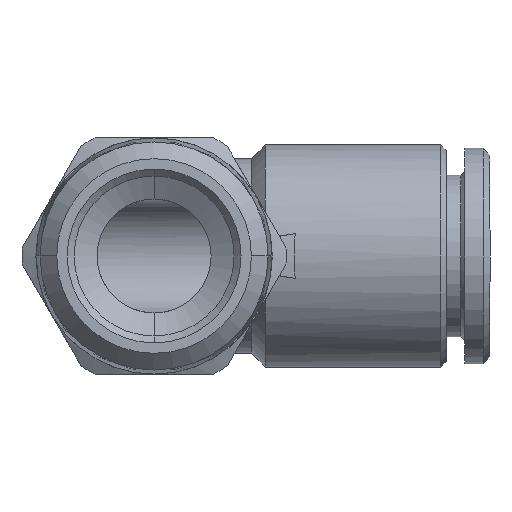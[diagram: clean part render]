
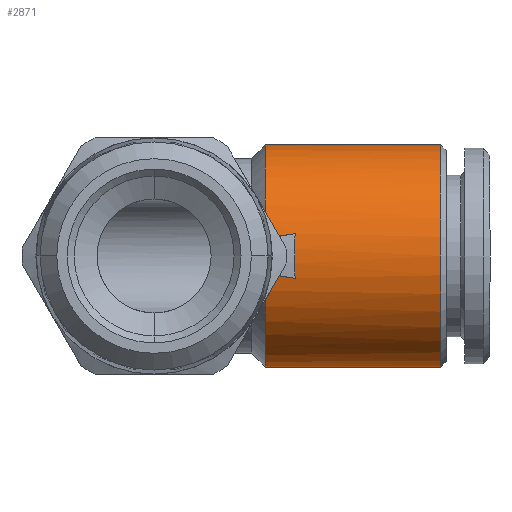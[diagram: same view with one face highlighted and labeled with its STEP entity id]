
A CAD part, front view. The second image highlights one B-rep face of the part: STEP entity #2871.
In plain terms, the highlighted cylindrical face has radius 8 mm (diameter 16 mm), a partial arc.
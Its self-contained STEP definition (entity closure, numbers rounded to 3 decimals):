
#392 = VECTOR ( 'NONE', #395, 1000. ) ;
#393 = CARTESIAN_POINT ( 'NONE',  ( -5.233, 0., -8. ) ) ;
#394 = LINE ( 'NONE', #393, #392 ) ;
#395 = DIRECTION ( 'NONE',  ( -1., 0., 0. ) ) ;
#825 = B_SPLINE_CURVE_WITH_KNOTS ( 'NONE', 3,
 ( #853, #852, #851, #844, #843, #842 ),
 .UNSPECIFIED., .F., .F.,
 ( 4, 2, 4 ),
 ( 0., 0.002, 0.004 ),
 .UNSPECIFIED. ) ;
#833 = CARTESIAN_POINT ( 'NONE',  ( 10.136, -7.837, -1.605 ) ) ;
#842 = CARTESIAN_POINT ( 'NONE',  ( 10.136, -7.837, 1.605 ) ) ;
#843 = CARTESIAN_POINT ( 'NONE',  ( 10.11, -7.946, 1.075 ) ) ;
#844 = CARTESIAN_POINT ( 'NONE',  ( 10.1, -8., 0.531 ) ) ;
#851 = CARTESIAN_POINT ( 'NONE',  ( 10.1, -8., -0.544 ) ) ;
#852 = CARTESIAN_POINT ( 'NONE',  ( 10.111, -7.945, -1.077 ) ) ;
#853 = CARTESIAN_POINT ( 'NONE',  ( 10.136, -7.837, -1.605 ) ) ;
#865 = CARTESIAN_POINT ( 'NONE',  ( 10.136, -7.837, 1.605 ) ) ;
#1018 = CARTESIAN_POINT ( 'NONE',  ( 20.6, 0., 8. ) ) ;
#1019 = CARTESIAN_POINT ( 'NONE',  ( 20.6, 0., -8. ) ) ;
#1102 = CARTESIAN_POINT ( 'NONE',  ( 8., -7.899, -1.267 ) ) ;
#1103 = CARTESIAN_POINT ( 'NONE',  ( 8., 0., -8. ) ) ;
#1147 = CARTESIAN_POINT ( 'NONE',  ( 8., -7.899, 1.267 ) ) ;
#1148 = CARTESIAN_POINT ( 'NONE',  ( 8.715, -7.881, 1.38 ) ) ;
#1149 = CARTESIAN_POINT ( 'NONE',  ( 9.427, -7.86, 1.493 ) ) ;
#1169 = DIRECTION ( 'NONE',  ( 0., 0., 1. ) ) ;
#1170 = DIRECTION ( 'NONE',  ( -1., 0., 0. ) ) ;
#1171 = CARTESIAN_POINT ( 'NONE',  ( 20.6, 0., 0. ) ) ;
#1172 = AXIS2_PLACEMENT_3D ( 'NONE', #1171, #1170, #1169 ) ;
#1173 = FACE_OUTER_BOUND ( 'NONE', #2863, .T. ) ;
#1174 = DIRECTION ( 'NONE',  ( 0., 0., 1. ) ) ;
#1175 = DIRECTION ( 'NONE',  ( -1., 0., 0. ) ) ;
#1176 = CARTESIAN_POINT ( 'NONE',  ( 8., 0., 8. ) ) ;
#1206 = CARTESIAN_POINT ( 'NONE',  ( 8., 0., 0. ) ) ;
#1207 = CIRCLE ( 'NONE', #1172, 8. ) ;
#1208 =( BOUNDED_CURVE ( )  B_SPLINE_CURVE ( 3, ( #1263, #1149, #1148, #1147 ),
 .UNSPECIFIED., .F., .F. ) 
 B_SPLINE_CURVE_WITH_KNOTS ( ( 4, 4 ),
 ( 4.51, 4.553 ),
 .UNSPECIFIED. ) 
 CURVE ( )  GEOMETRIC_REPRESENTATION_ITEM ( )  RATIONAL_B_SPLINE_CURVE ( ( 1., 1., 1., 1. ) ) 
 REPRESENTATION_ITEM ( '' )  );
#1210 = CARTESIAN_POINT ( 'NONE',  ( -5.233, 0., 0. ) ) ;
#1211 = CYLINDRICAL_SURFACE ( 'NONE', #1252, 8. ) ;
#1213 = DIRECTION ( 'NONE',  ( 0., 0., 1. ) ) ;
#1235 = DIRECTION ( 'NONE',  ( -1., 0., 0. ) ) ;
#1236 = VECTOR ( 'NONE', #1235, 1000. ) ;
#1237 = CARTESIAN_POINT ( 'NONE',  ( -5.233, 0., 8. ) ) ;
#1238 = LINE ( 'NONE', #1237, #1236 ) ;
#1246 = CARTESIAN_POINT ( 'NONE',  ( 8., 0., 0. ) ) ;
#1247 = AXIS2_PLACEMENT_3D ( 'NONE', #1246, #1175, #1174 ) ;
#1248 = CIRCLE ( 'NONE', #1247, 8. ) ;
#1249 = CARTESIAN_POINT ( 'NONE',  ( 8., -7.899, 1.267 ) ) ;
#1251 = DIRECTION ( 'NONE',  ( -1., 0., 0. ) ) ;
#1252 = AXIS2_PLACEMENT_3D ( 'NONE', #1210, #1251, #1213 ) ;
#1256 = DIRECTION ( 'NONE',  ( 0., 0., 1. ) ) ;
#1257 = DIRECTION ( 'NONE',  ( -1., 0., 0. ) ) ;
#1258 = AXIS2_PLACEMENT_3D ( 'NONE', #1206, #1257, #1256 ) ;
#1259 = CIRCLE ( 'NONE', #1258, 8. ) ;
#1263 = CARTESIAN_POINT ( 'NONE',  ( 10.136, -7.837, 1.605 ) ) ;
#1891 = CARTESIAN_POINT ( 'NONE',  ( 8., -7.899, -1.267 ) ) ;
#1892 = CARTESIAN_POINT ( 'NONE',  ( 8.715, -7.881, -1.38 ) ) ;
#1893 = CARTESIAN_POINT ( 'NONE',  ( 9.427, -7.86, -1.493 ) ) ;
#1894 = CARTESIAN_POINT ( 'NONE',  ( 10.136, -7.837, -1.605 ) ) ;
#1949 =( BOUNDED_CURVE ( )  B_SPLINE_CURVE ( 3, ( #1894, #1893, #1892, #1891 ),
 .UNSPECIFIED., .F., .T. ) 
 B_SPLINE_CURVE_WITH_KNOTS ( ( 4, 4 ),
 ( 4.51, 4.553 ),
 .UNSPECIFIED. ) 
 CURVE ( )  GEOMETRIC_REPRESENTATION_ITEM ( )  RATIONAL_B_SPLINE_CURVE ( ( 1., 1., 1., 1. ) ) 
 REPRESENTATION_ITEM ( '' )  );
#2455 = EDGE_CURVE ( 'NONE', #2791, #2849, #394, .T. ) ;
#2699 = VERTEX_POINT ( 'NONE', #833 ) ;
#2700 = VERTEX_POINT ( 'NONE', #865 ) ;
#2703 = EDGE_CURVE ( 'NONE', #2699, #2700, #825, .T. ) ;
#2747 = ORIENTED_EDGE ( 'NONE', *, *, #2859, .F. ) ;
#2791 = VERTEX_POINT ( 'NONE', #1019 ) ;
#2792 = VERTEX_POINT ( 'NONE', #1018 ) ;
#2849 = VERTEX_POINT ( 'NONE', #1103 ) ;
#2850 = VERTEX_POINT ( 'NONE', #1102 ) ;
#2859 = EDGE_CURVE ( 'NONE', #2700, #2869, #1208, .T. ) ;
#2860 = ORIENTED_EDGE ( 'NONE', *, *, #2703, .F. ) ;
#2862 = EDGE_CURVE ( 'NONE', #2791, #2792, #1207, .T. ) ;
#2863 = EDGE_LOOP ( 'NONE', ( #2872, #2874, #2887, #2867, #2747, #2860, #2947, #2945 ) ) ;
#2867 = ORIENTED_EDGE ( 'NONE', *, *, #2868, .F. ) ;
#2868 = EDGE_CURVE ( 'NONE', #2869, #2900, #1248, .T. ) ;
#2869 = VERTEX_POINT ( 'NONE', #1249 ) ;
#2871 = ADVANCED_FACE ( 'NONE', ( #1173 ), #1211, .T. ) ;
#2872 = ORIENTED_EDGE ( 'NONE', *, *, #2455, .F. ) ;
#2874 = ORIENTED_EDGE ( 'NONE', *, *, #2862, .T. ) ;
#2877 = EDGE_CURVE ( 'NONE', #2792, #2900, #1238, .T. ) ;
#2887 = ORIENTED_EDGE ( 'NONE', *, *, #2877, .T. ) ;
#2900 = VERTEX_POINT ( 'NONE', #1176 ) ;
#2910 = EDGE_CURVE ( 'NONE', #2849, #2850, #1259, .T. ) ;
#2945 = ORIENTED_EDGE ( 'NONE', *, *, #2910, .F. ) ;
#2947 = ORIENTED_EDGE ( 'NONE', *, *, #2961, .T. ) ;
#2961 = EDGE_CURVE ( 'NONE', #2699, #2850, #1949, .T. ) ;
